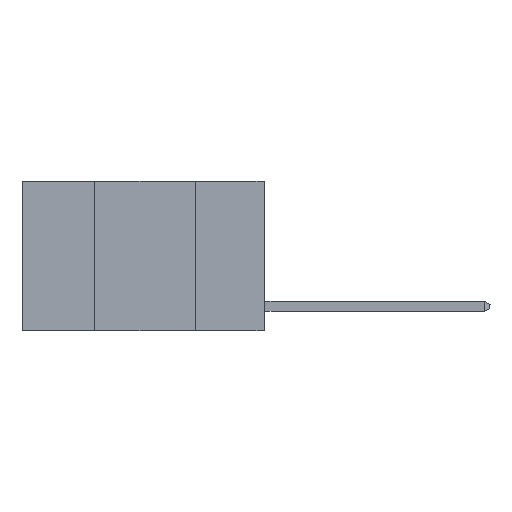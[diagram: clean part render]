
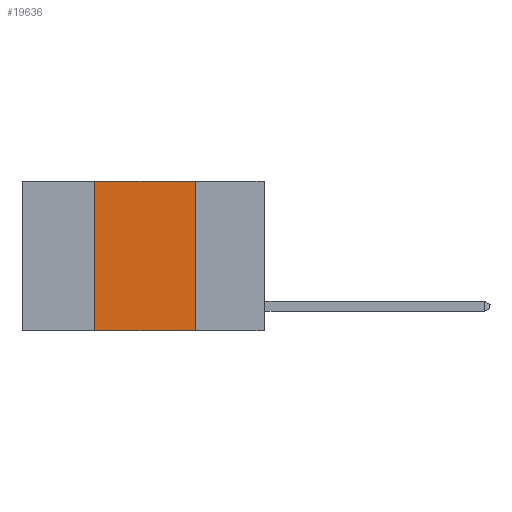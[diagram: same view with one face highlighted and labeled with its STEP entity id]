
A CAD part, left-side view. The second image highlights one B-rep face of the part: STEP entity #19636.
In plain terms, the highlighted planar face has unit normal (-1, 0, 0).
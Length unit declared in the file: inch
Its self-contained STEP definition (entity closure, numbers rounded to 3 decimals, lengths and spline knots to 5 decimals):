
#616 = ORIENTED_EDGE ( 'NONE', *, *, #1961, .F. ) ;
#1116 = ORIENTED_EDGE ( 'NONE', *, *, #20548, .F. ) ;
#1495 = VERTEX_POINT ( 'NONE', #18525 ) ;
#1961 = EDGE_CURVE ( 'NONE', #24896, #19050, #6957, .T. ) ;
#2304 = CARTESIAN_POINT ( 'NONE',  ( 0., 0.42, 0. ) ) ;
#3342 = PLANE ( 'NONE',  #9228 ) ;
#3616 = DIRECTION ( 'NONE',  ( 0., 0., -1. ) ) ;
#4670 = LINE ( 'NONE', #16900, #26890 ) ;
#6003 = DIRECTION ( 'NONE',  ( 0., -1., 0. ) ) ;
#6337 = DIRECTION ( 'NONE',  ( 0., 0., -1. ) ) ;
#6957 = LINE ( 'NONE', #15500, #22047 ) ;
#9228 = AXIS2_PLACEMENT_3D ( 'NONE', #14204, #18327, #3616 ) ;
#10719 = VECTOR ( 'NONE', #27272, 39.37008 ) ;
#11473 = DIRECTION ( 'NONE',  ( 0., 0., 1. ) ) ;
#13201 = LINE ( 'NONE', #23109, #25656 ) ;
#14204 = CARTESIAN_POINT ( 'NONE',  ( 0., 0.6, 0. ) ) ;
#15500 = CARTESIAN_POINT ( 'NONE',  ( 0., 0.42, 0. ) ) ;
#15676 = ORIENTED_EDGE ( 'NONE', *, *, #16818, .T. ) ;
#16412 = LINE ( 'NONE', #23122, #10719 ) ;
#16514 = EDGE_CURVE ( 'NONE', #17456, #1495, #4670, .T. ) ;
#16818 = EDGE_CURVE ( 'NONE', #24896, #1495, #16412, .T. ) ;
#16900 = CARTESIAN_POINT ( 'NONE',  ( 0., 0.17, 0. ) ) ;
#17456 = VERTEX_POINT ( 'NONE', #17845 ) ;
#17845 = CARTESIAN_POINT ( 'NONE',  ( 0., 0.17, 0. ) ) ;
#18238 = FACE_OUTER_BOUND ( 'NONE', #21552, .T. ) ;
#18327 = DIRECTION ( 'NONE',  ( 1., 0., 0. ) ) ;
#18525 = CARTESIAN_POINT ( 'NONE',  ( 0., 0.17, -0.37 ) ) ;
#19050 = VERTEX_POINT ( 'NONE', #2304 ) ;
#19426 = CARTESIAN_POINT ( 'NONE',  ( 0., 0.42, -0.37 ) ) ;
#19636 = ADVANCED_FACE ( 'NONE', ( #18238 ), #3342, .F. ) ;
#20548 = EDGE_CURVE ( 'NONE', #19050, #17456, #13201, .T. ) ;
#21552 = EDGE_LOOP ( 'NONE', ( #26547, #1116, #616, #15676 ) ) ;
#22047 = VECTOR ( 'NONE', #11473, 39.37008 ) ;
#23109 = CARTESIAN_POINT ( 'NONE',  ( 0., 0.6, 0. ) ) ;
#23122 = CARTESIAN_POINT ( 'NONE',  ( 0., 0.6, -0.37 ) ) ;
#24896 = VERTEX_POINT ( 'NONE', #19426 ) ;
#25656 = VECTOR ( 'NONE', #6003, 39.37008 ) ;
#26547 = ORIENTED_EDGE ( 'NONE', *, *, #16514, .F. ) ;
#26890 = VECTOR ( 'NONE', #6337, 39.37008 ) ;
#27272 = DIRECTION ( 'NONE',  ( 0., -1., 0. ) ) ;
